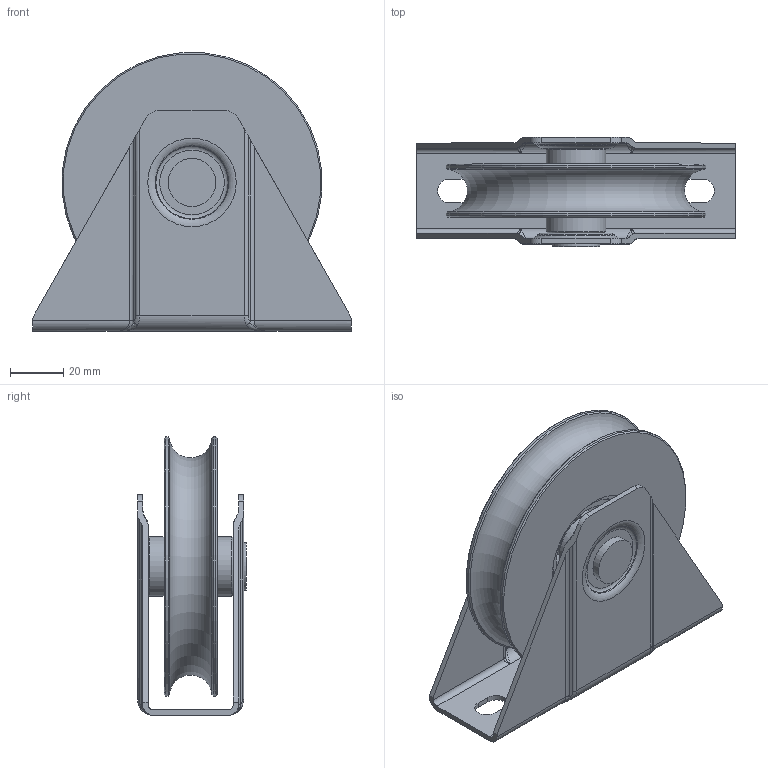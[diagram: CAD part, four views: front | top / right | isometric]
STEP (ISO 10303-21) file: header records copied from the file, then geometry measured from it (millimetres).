
FILE_DESCRIPTION(/* description */ (''),/* implementation_level */ '2;1');
FILE_NAME(/* name */ '21101R16.stp',/* time_stamp */ '2019-08-08T16:26:10+02:00',/* author */ ('DOMINIQUE'),/* organization */ (''),/* preprocessor_version */ 'ST-DEVELOPER v17.2',/* originating_system */ 'Autodesk Inventor 2019',/* authorisation */ '');
FILE_SCHEMA (('AUTOMOTIVE_DESIGN { 1 0 10303 214 3 1 1 }'));
Length unit declared in the file: millimetre
Products named in the file (1): 21101R16
Bounding box: 120 x 41 x 104.82 mm (x, y, z)
Volume: 148054.6 mm3; surface area: 70471.4 mm2
Topology: 8 solids, 8 shells, 257 faces, 662 edges, 428 vertices
Faces by surface type: plane 95, cylinder 59, bspline 55, torus 26, cone 18, sphere 4
Full cylindrical faces by diameter (mm): 10.5 x1, 13.9 x1, 14 x2, 14.5 x2, 17 x3, 18 x1, 22.5 x2, 23.9 x2, 33.1 x2, 36.5 x1, 40 x2, 40.4 x1, 45 x1, 98 x2
Entity records: 9056 total; most frequent: CARTESIAN_POINT 2521, ORIENTED_EDGE 1306, DIRECTION 1248, EDGE_CURVE 653, AXIS2_PLACEMENT_3D 478, VERTEX_POINT 444, EDGE_LOOP 309, LINE 292
